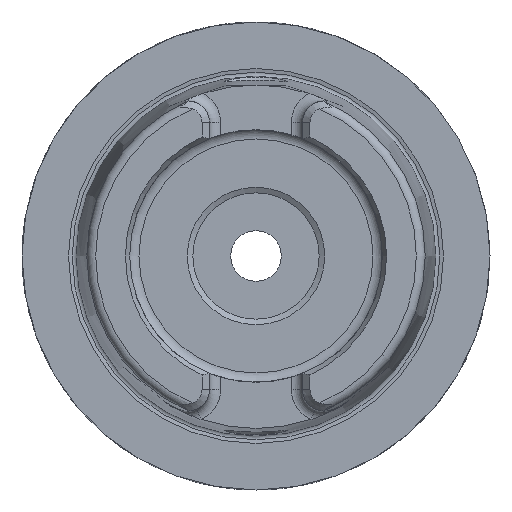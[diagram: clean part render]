
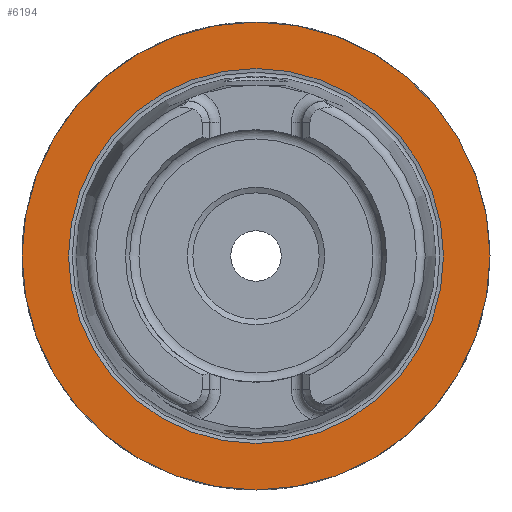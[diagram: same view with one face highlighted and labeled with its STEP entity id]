
A CAD part, left-side view. The second image highlights one B-rep face of the part: STEP entity #6194.
In plain terms, the highlighted planar face has unit normal (-1, 0, 0).
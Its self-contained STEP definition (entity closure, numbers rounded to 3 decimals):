
#2238=CARTESIAN_POINT('',(0.,31.5,0.0));
#2239=VERTEX_POINT('',#2238);
#2240=CARTESIAN_POINT('',(0.0,0.0,0.0));
#2241=DIRECTION('',(1.0,0.0,0.0));
#2242=DIRECTION('',(0.0,1.0,0.0));
#2243=AXIS2_PLACEMENT_3D('',#2240,#2241,#2242);
#2244=CIRCLE('',#2243,31.5);
#2245=EDGE_CURVE('',#2239,#2239,#2244,.T.);
#6136=CARTESIAN_POINT('',(0.,25.238,0.0));
#6137=VERTEX_POINT('',#6136);
#6138=CARTESIAN_POINT('',(0.,0.0,0.0));
#6139=DIRECTION('',(1.0,0.0,0.0));
#6140=DIRECTION('',(0.0,1.0,0.0));
#6141=AXIS2_PLACEMENT_3D('',#6138,#6139,#6140);
#6142=CIRCLE('',#6141,25.238);
#6143=EDGE_CURVE('',#6137,#6137,#6142,.T.);
#6183=CARTESIAN_POINT('',(0.,27.91,0.0));
#6184=DIRECTION('',(-1.0,0.0,0.0));
#6185=DIRECTION('',(0.0,0.0,1.0));
#6186=AXIS2_PLACEMENT_3D('',#6183,#6184,#6185);
#6187=PLANE('',#6186);
#6188=ORIENTED_EDGE('',*,*,#2245,.F.);
#6189=EDGE_LOOP('',(#6188));
#6190=FACE_OUTER_BOUND('',#6189,.T.);
#6191=ORIENTED_EDGE('',*,*,#6143,.T.);
#6192=EDGE_LOOP('',(#6191));
#6193=FACE_BOUND('',#6192,.T.);
#6194=ADVANCED_FACE('',(#6190,#6193),#6187,.T.);
